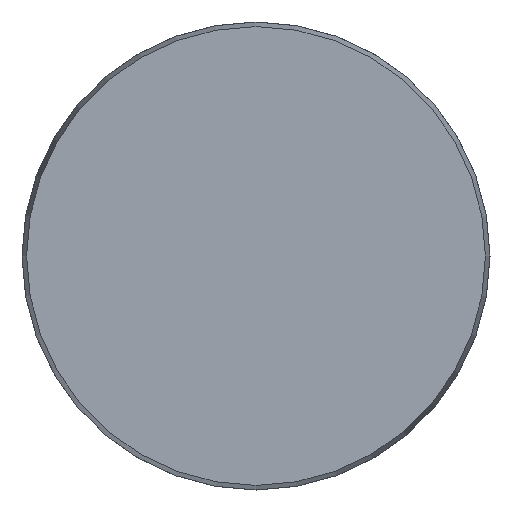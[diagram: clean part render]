
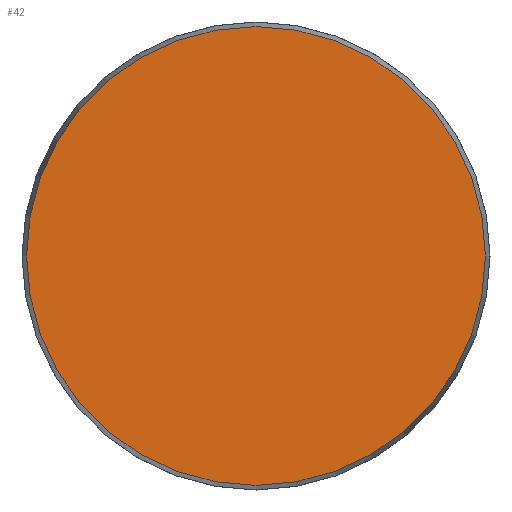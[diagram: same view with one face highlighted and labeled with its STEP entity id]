
A CAD part, front view. The second image highlights one B-rep face of the part: STEP entity #42.
In plain terms, the highlighted planar face has unit normal (0, -1, 0).
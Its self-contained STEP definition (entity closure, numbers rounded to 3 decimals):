
#24 = DIRECTION ( 'NONE',  ( 0., 0., 1. ) ) ;
#42 = ADVANCED_FACE ( 'NONE', ( #107 ), #272, .F. ) ;
#47 = VERTEX_POINT ( 'NONE', #423 ) ;
#63 = CARTESIAN_POINT ( 'NONE',  ( -28.425, 0., 0. ) ) ;
#107 = FACE_OUTER_BOUND ( 'NONE', #535, .T. ) ;
#238 = AXIS2_PLACEMENT_3D ( 'NONE', #304, #477, #357 ) ;
#255 = EDGE_CURVE ( 'NONE', #47, #47, #355, .T. ) ;
#272 = PLANE ( 'NONE',  #417 ) ;
#304 = CARTESIAN_POINT ( 'NONE',  ( 0., 0., 0. ) ) ;
#355 = CIRCLE ( 'NONE', #238, 28.425 ) ;
#357 = DIRECTION ( 'NONE',  ( 0., 0., -1. ) ) ;
#399 = ORIENTED_EDGE ( 'NONE', *, *, #255, .T. ) ;
#403 = DIRECTION ( 'NONE',  ( 0., 1., 0. ) ) ;
#417 = AXIS2_PLACEMENT_3D ( 'NONE', #63, #403, #24 ) ;
#423 = CARTESIAN_POINT ( 'NONE',  ( 0., 0., -28.425 ) ) ;
#477 = DIRECTION ( 'NONE',  ( 0., -1., 0. ) ) ;
#535 = EDGE_LOOP ( 'NONE', ( #399 ) ) ;
